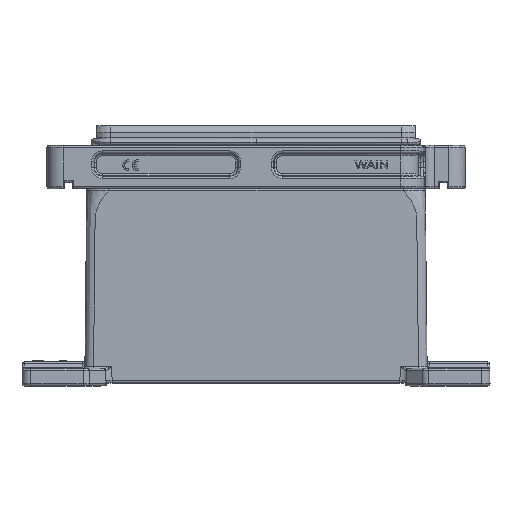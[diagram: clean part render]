
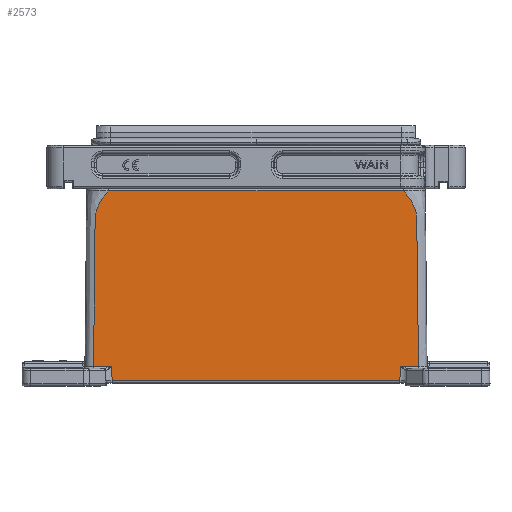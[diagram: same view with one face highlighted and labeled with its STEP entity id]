
A CAD part, top view. The second image highlights one B-rep face of the part: STEP entity #2573.
In plain terms, the highlighted planar face has unit normal (0, 0.011, 1).
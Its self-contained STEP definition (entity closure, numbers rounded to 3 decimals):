
#2573=ADVANCED_FACE('NONE',(#4395),#3375,.T.);
#3375=PLANE('',#23743);
#4395=FACE_OUTER_BOUND('',#5781,.T.);
#5781=EDGE_LOOP('',(#12405,#12406,#12407,#12408,#12409,#12410,#12411,#12412));
#7410=B_SPLINE_CURVE_WITH_KNOTS('',3,(#45676,#45677,#45678,#45679,#45680,
#45681,#45682,#45683,#45684,#45685,#45686,#45687),.UNSPECIFIED.,.F.,.F.,
(4,2,2,2,2,4),(0.,0.125,0.188,0.25,
0.5,1.),.UNSPECIFIED.);
#7434=B_SPLINE_CURVE_WITH_KNOTS('',3,(#46226,#46227,#46228,#46229,#46230,
#46231,#46232,#46233,#46234,#46235,#46236,#46237,#46238,#46239,#46240,#46241,
#46242,#46243,#46244,#46245,#46246,#46247,#46248,#46249,#46250,#46251,#46252,
#46253,#46254,#46255,#46256,#46257,#46258,#46259,#46260,#46261,#46262,#46263,
#46264,#46265,#46266,#46267,#46268,#46269,#46270,#46271,#46272,#46273,#46274,
#46275,#46276),.UNSPECIFIED.,.F.,.F.,(4,2,1,1,1,1,1,1,2,2,2,2,1,1,1,2,2,
2,2,2,2,2,2,2,2,2,2,2,2,4),(0.,0.25,0.375,0.438,
0.469,0.484,0.492,0.496,
0.498,0.5,0.625,0.688,0.719,
0.734,0.742,0.746,0.75,
0.813,0.828,0.836,0.844,
0.859,0.867,0.871,0.875,
0.906,0.922,0.93,0.938,1.),
 .UNSPECIFIED.);
#7462=B_SPLINE_CURVE_WITH_KNOTS('',3,(#46705,#46706,#46707,#46708,#46709,
#46710,#46711),.UNSPECIFIED.,.F.,.F.,(4,3,4),(0.,0.01,1.),
 .UNSPECIFIED.);
#7464=B_SPLINE_CURVE_WITH_KNOTS('',3,(#46717,#46718,#46719,#46720),
 .UNSPECIFIED.,.F.,.F.,(4,4),(0.,1.),.UNSPECIFIED.);
#7465=B_SPLINE_CURVE_WITH_KNOTS('',3,(#46723,#46724,#46725,#46726),
 .UNSPECIFIED.,.F.,.F.,(4,4),(0.,1.),.UNSPECIFIED.);
#12405=ORIENTED_EDGE('',*,*,#19236,.T.);
#12406=ORIENTED_EDGE('',*,*,#19072,.F.);
#12407=ORIENTED_EDGE('',*,*,#19234,.T.);
#12408=ORIENTED_EDGE('',*,*,#19237,.T.);
#12409=ORIENTED_EDGE('',*,*,#19119,.F.);
#12410=ORIENTED_EDGE('',*,*,#19174,.F.);
#12411=ORIENTED_EDGE('',*,*,#19194,.F.);
#12412=ORIENTED_EDGE('',*,*,#19238,.T.);
#16113=VERTEX_POINT('',#45466);
#16114=VERTEX_POINT('',#45473);
#16139=VERTEX_POINT('',#45688);
#16140=VERTEX_POINT('',#45689);
#16157=VERTEX_POINT('',#46030);
#16168=VERTEX_POINT('',#46225);
#16190=VERTEX_POINT('',#46704);
#16191=VERTEX_POINT('',#46721);
#19072=EDGE_CURVE('NONE',#16113,#16114,#20899,.T.);
#19119=EDGE_CURVE('NONE',#16139,#16140,#7410,.T.);
#19174=EDGE_CURVE('NONE',#16157,#16139,#20922,.T.);
#19194=EDGE_CURVE('NONE',#16168,#16157,#7434,.T.);
#19234=EDGE_CURVE('NONE',#16113,#16190,#7462,.T.);
#19236=EDGE_CURVE('NONE',#16191,#16114,#7464,.T.);
#19237=EDGE_CURVE('NONE',#16190,#16140,#20942,.T.);
#19238=EDGE_CURVE('NONE',#16168,#16191,#7465,.T.);
#20899=LINE('',#45472,#22202);
#20922=LINE('',#46031,#22225);
#20942=LINE('',#46722,#22245);
#22202=VECTOR('',#27431,1.);
#22225=VECTOR('',#27610,1.);
#22245=VECTOR('',#27678,1.);
#23743=AXIS2_PLACEMENT_3D('',#46727,#27679,#27680);
#27431=DIRECTION('',(-1.,0.,0.));
#27610=DIRECTION('',(1.,0.,0.));
#27678=DIRECTION('',(1.,0.,0.));
#27679=DIRECTION('',(0.,0.01,1.));
#27680=DIRECTION('',(0.,-1.,0.01));
#45466=CARTESIAN_POINT('',(174.411,2.311,-10.053));
#45472=CARTESIAN_POINT('',(38.439,2.311,-10.054));
#45473=CARTESIAN_POINT('',(41.554,2.311,-10.053));
#45676=CARTESIAN_POINT('',(175.942,90.011,-10.972));
#45677=CARTESIAN_POINT('',(178.167,87.668,-10.948));
#45678=CARTESIAN_POINT('',(180.187,84.959,-10.919));
#45679=CARTESIAN_POINT('',(181.906,80.139,-10.869));
#45680=CARTESIAN_POINT('',(182.21,78.41,-10.851));
#45681=CARTESIAN_POINT('',(182.259,74.939,-10.814));
#45682=CARTESIAN_POINT('',(182.269,73.203,-10.796));
#45683=CARTESIAN_POINT('',(182.361,64.526,-10.705));
#45684=CARTESIAN_POINT('',(182.432,57.584,-10.633));
#45685=CARTESIAN_POINT('',(182.651,36.758,-10.415));
#45686=CARTESIAN_POINT('',(182.796,22.874,-10.269));
#45687=CARTESIAN_POINT('',(182.942,8.99,-10.124));
#45688=CARTESIAN_POINT('',(175.942,90.011,-10.972));
#45689=CARTESIAN_POINT('',(182.942,8.99,-10.124));
#46030=CARTESIAN_POINT('',(40.023,90.011,-10.972));
#46031=CARTESIAN_POINT('',(32.63,90.011,-10.972));
#46225=CARTESIAN_POINT('',(33.024,8.99,-10.124));
#46226=CARTESIAN_POINT('',(33.024,8.99,-10.124));
#46227=CARTESIAN_POINT('',(33.105,16.737,-10.205));
#46228=CARTESIAN_POINT('',(33.181,23.997,-10.281));
#46229=CARTESIAN_POINT('',(33.287,34.156,-10.387));
#46230=CARTESIAN_POINT('',(33.338,39.053,-10.439));
#46231=CARTESIAN_POINT('',(33.395,44.446,-10.495));
#46232=CARTESIAN_POINT('',(33.422,47.062,-10.523));
#46233=CARTESIAN_POINT('',(33.436,48.35,-10.536));
#46234=CARTESIAN_POINT('',(33.442,48.99,-10.543));
#46235=CARTESIAN_POINT('',(33.446,49.308,-10.546));
#46236=CARTESIAN_POINT('',(33.447,49.444,-10.548));
#46237=CARTESIAN_POINT('',(33.448,49.535,-10.548));
#46238=CARTESIAN_POINT('',(33.448,49.526,-10.548));
#46239=CARTESIAN_POINT('',(33.516,55.982,-10.616));
#46240=CARTESIAN_POINT('',(33.567,60.854,-10.667));
#46241=CARTESIAN_POINT('',(33.62,65.934,-10.72));
#46242=CARTESIAN_POINT('',(33.634,67.255,-10.734));
#46243=CARTESIAN_POINT('',(33.649,68.681,-10.749));
#46244=CARTESIAN_POINT('',(33.655,69.255,-10.755));
#46245=CARTESIAN_POINT('',(33.659,69.68,-10.759));
#46246=CARTESIAN_POINT('',(33.661,69.832,-10.761));
#46247=CARTESIAN_POINT('',(33.661,69.884,-10.762));
#46248=CARTESIAN_POINT('',(33.662,69.916,-10.762));
#46249=CARTESIAN_POINT('',(33.661,69.891,-10.762));
#46250=CARTESIAN_POINT('',(33.671,70.778,-10.771));
#46251=CARTESIAN_POINT('',(33.691,72.448,-10.788));
#46252=CARTESIAN_POINT('',(33.721,75.666,-10.822));
#46253=CARTESIAN_POINT('',(33.729,76.223,-10.828));
#46254=CARTESIAN_POINT('',(33.747,76.93,-10.835));
#46255=CARTESIAN_POINT('',(33.754,77.144,-10.838));
#46256=CARTESIAN_POINT('',(33.772,77.528,-10.842));
#46257=CARTESIAN_POINT('',(33.78,77.667,-10.843));
#46258=CARTESIAN_POINT('',(33.817,78.207,-10.849));
#46259=CARTESIAN_POINT('',(33.857,78.575,-10.853));
#46260=CARTESIAN_POINT('',(33.942,79.136,-10.859));
#46261=CARTESIAN_POINT('',(33.975,79.324,-10.861));
#46262=CARTESIAN_POINT('',(34.031,79.609,-10.864));
#46263=CARTESIAN_POINT('',(34.051,79.704,-10.865));
#46264=CARTESIAN_POINT('',(34.092,79.895,-10.868));
#46265=CARTESIAN_POINT('',(34.125,80.035,-10.869));
#46266=CARTESIAN_POINT('',(34.238,80.504,-10.875));
#46267=CARTESIAN_POINT('',(34.418,81.155,-10.882));
#46268=CARTESIAN_POINT('',(34.899,82.432,-10.897));
#46269=CARTESIAN_POINT('',(35.095,82.907,-10.903));
#46270=CARTESIAN_POINT('',(35.459,83.681,-10.913));
#46271=CARTESIAN_POINT('',(35.592,83.95,-10.916));
#46272=CARTESIAN_POINT('',(35.885,84.504,-10.923));
#46273=CARTESIAN_POINT('',(36.067,84.829,-10.927));
#46274=CARTESIAN_POINT('',(37.432,87.122,-10.953));
#46275=CARTESIAN_POINT('',(38.79,88.704,-10.965));
#46276=CARTESIAN_POINT('',(40.022,90.011,-10.972));
#46704=CARTESIAN_POINT('',(174.507,8.989,-10.124));
#46705=CARTESIAN_POINT('',(174.41,2.244,-10.053));
#46706=CARTESIAN_POINT('',(174.411,2.266,-10.053));
#46707=CARTESIAN_POINT('',(174.411,2.288,-10.054));
#46708=CARTESIAN_POINT('',(174.411,2.311,-10.054));
#46709=CARTESIAN_POINT('',(174.443,4.537,-10.077));
#46710=CARTESIAN_POINT('',(174.475,6.763,-10.1));
#46711=CARTESIAN_POINT('',(174.507,8.989,-10.124));
#46717=CARTESIAN_POINT('',(41.459,8.99,-10.124));
#46718=CARTESIAN_POINT('',(41.49,6.763,-10.1));
#46719=CARTESIAN_POINT('',(41.522,4.537,-10.077));
#46720=CARTESIAN_POINT('',(41.554,2.311,-10.054));
#46721=CARTESIAN_POINT('',(41.459,8.99,-10.124));
#46722=CARTESIAN_POINT('',(25.911,8.99,-10.124));
#46723=CARTESIAN_POINT('',(33.024,8.99,-10.124));
#46724=CARTESIAN_POINT('',(35.835,8.99,-10.124));
#46725=CARTESIAN_POINT('',(38.647,8.99,-10.124));
#46726=CARTESIAN_POINT('',(41.459,8.99,-10.124));
#46727=CARTESIAN_POINT('',(25.911,91.,-10.983));
